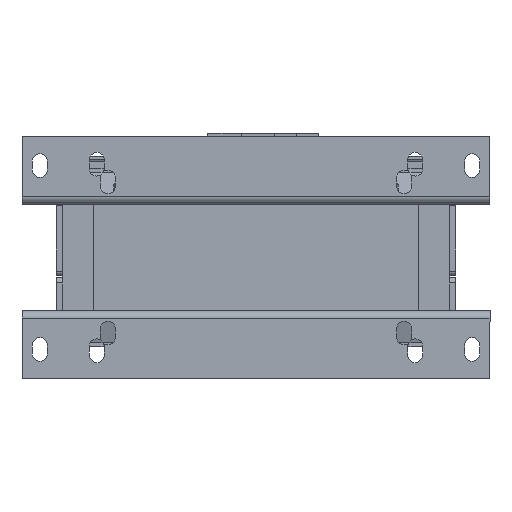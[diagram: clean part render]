
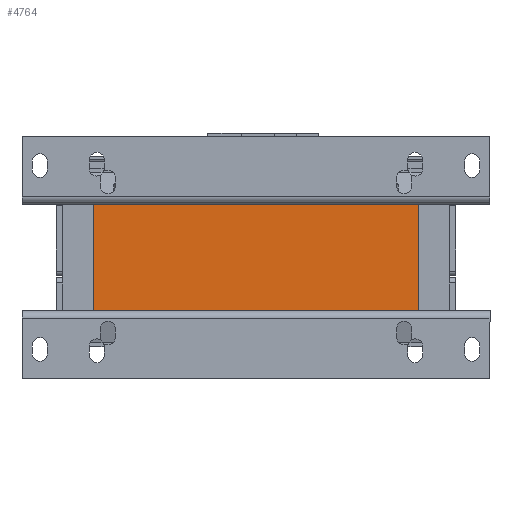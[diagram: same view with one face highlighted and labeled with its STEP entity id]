
A CAD part, front view. The second image highlights one B-rep face of the part: STEP entity #4764.
In plain terms, the highlighted planar face has unit normal (0, -1, 0).
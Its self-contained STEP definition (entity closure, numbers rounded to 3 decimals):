
#313 = ORIENTED_EDGE ( 'NONE', *, *, #4183, .F. ) ;
#824 = LINE ( 'NONE', #11239, #4751 ) ;
#1531 = VERTEX_POINT ( 'NONE', #6874 ) ;
#2007 = LINE ( 'NONE', #8277, #4773 ) ;
#4183 = EDGE_CURVE ( 'Defeature ausgef�hrt3_13+Defeature ausgef�hrt3_16+Defeature ausgef�hrt3_168+Defeature ausgef�hrt3_169', #1531, #13517, #2007, .T. ) ;
#4559 = CARTESIAN_POINT ( 'NONE',  ( -110., -110.001, -36. ) ) ;
#4751 = VECTOR ( 'NONE', #16961, 1000. ) ;
#4764 = ADVANCED_FACE ( 'Defeature ausgef�hrt3_16', ( #15253 ), #5451, .F. ) ;
#4773 = VECTOR ( 'NONE', #11281, 1000. ) ;
#5347 = LINE ( 'NONE', #10687, #12646 ) ;
#5451 = PLANE ( 'NONE',  #10381 ) ;
#5455 = EDGE_CURVE ( 'Defeature ausgef�hrt3_168+Defeature ausgef�hrt3_16+Defeature ausgef�hrt3_11+Defeature ausgef�hrt3_13', #5589, #1531, #17514, .T. ) ;
#5552 = DIRECTION ( 'NONE',  ( 1., 0., 0. ) ) ;
#5589 = VERTEX_POINT ( 'NONE', #6068 ) ;
#5664 = CARTESIAN_POINT ( 'NONE',  ( -110., -110.001, 36. ) ) ;
#5690 = CARTESIAN_POINT ( 'NONE',  ( -110., -110.001, 36. ) ) ;
#6068 = CARTESIAN_POINT ( 'NONE',  ( -110., -110.001, 36. ) ) ;
#6874 = CARTESIAN_POINT ( 'NONE',  ( 110., -110.001, 36. ) ) ;
#8277 = CARTESIAN_POINT ( 'NONE',  ( 110., -110.001, 36. ) ) ;
#10381 = AXIS2_PLACEMENT_3D ( 'NONE', #5690, #17223, #18748 ) ;
#10687 = CARTESIAN_POINT ( 'NONE',  ( -110., -110.001, 36. ) ) ;
#10846 = ORIENTED_EDGE ( 'NONE', *, *, #15704, .T. ) ;
#11239 = CARTESIAN_POINT ( 'NONE',  ( -110., -110.001, -36. ) ) ;
#11281 = DIRECTION ( 'NONE',  ( 0., 0., -1. ) ) ;
#11315 = EDGE_CURVE ( 'Defeature ausgef�hrt3_16+Defeature ausgef�hrt3_11+Defeature ausgef�hrt3_168+Defeature ausgef�hrt3_169', #5589, #12540, #5347, .T. ) ;
#12540 = VERTEX_POINT ( 'NONE', #4559 ) ;
#12646 = VECTOR ( 'NONE', #16460, 1000. ) ;
#13517 = VERTEX_POINT ( 'NONE', #14595 ) ;
#13581 = EDGE_LOOP ( 'NONE', ( #10846, #313, #16744, #14256 ) ) ;
#14256 = ORIENTED_EDGE ( 'NONE', *, *, #11315, .T. ) ;
#14595 = CARTESIAN_POINT ( 'NONE',  ( 110., -110.001, -36. ) ) ;
#15253 = FACE_OUTER_BOUND ( 'NONE', #13581, .T. ) ;
#15448 = VECTOR ( 'NONE', #5552, 1000. ) ;
#15704 = EDGE_CURVE ( 'Defeature ausgef�hrt3_16+Defeature ausgef�hrt3_169+Defeature ausgef�hrt3_11+Defeature ausgef�hrt3_13', #12540, #13517, #824, .T. ) ;
#16460 = DIRECTION ( 'NONE',  ( 0., 0., -1. ) ) ;
#16744 = ORIENTED_EDGE ( 'NONE', *, *, #5455, .F. ) ;
#16961 = DIRECTION ( 'NONE',  ( 1., 0., 0. ) ) ;
#17223 = DIRECTION ( 'NONE',  ( 0., 1., 0. ) ) ;
#17514 = LINE ( 'NONE', #5664, #15448 ) ;
#18748 = DIRECTION ( 'NONE',  ( 0., 0., 1. ) ) ;
